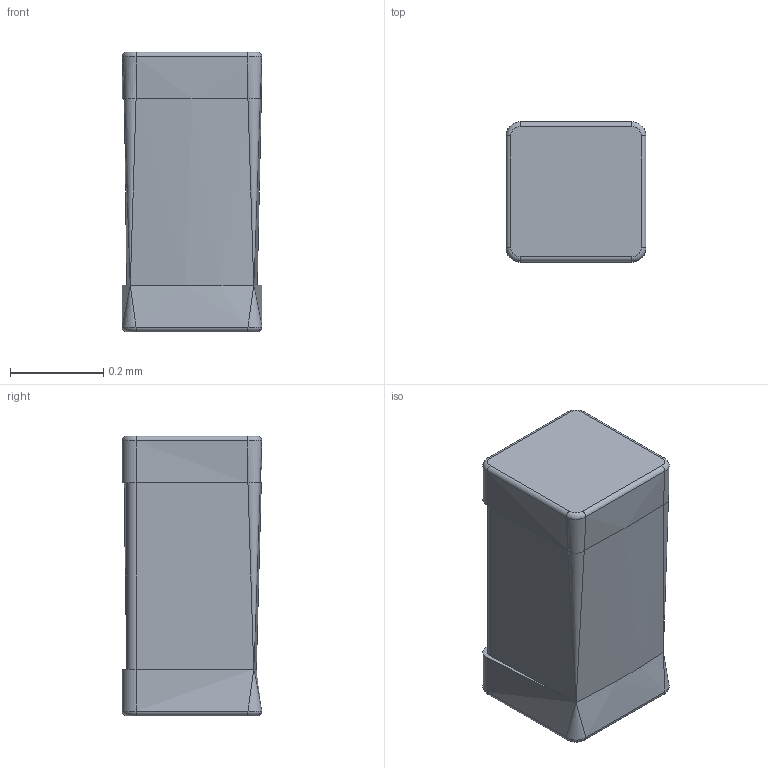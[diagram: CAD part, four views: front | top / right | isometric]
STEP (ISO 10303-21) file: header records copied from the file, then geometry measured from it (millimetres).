
FILE_DESCRIPTION (( 'STEP AP214' ), '1' );
FILE_NAME ('CAP 0201.STEP', '2016-09-11T21:02:05', ( '' ), ( '' ), 'SwSTEP 2.0', 'SolidWorks 2015', '' );
FILE_SCHEMA (( 'AUTOMOTIVE_DESIGN' ));
Length unit declared in the file: millimetre
Products named in the file (1): CAP 0201
Bounding box: 0.3 x 0.3 x 0.6 mm (x, y, z)
Volume: 0 mm3; surface area: 0.8 mm2
Topology: 1 solids, 1 shells, 44 faces, 94 edges, 52 vertices
Faces by surface type: cylinder 20, plane 16, torus 8
Entity records: 1684 total; most frequent: DIRECTION 216, CARTESIAN_POINT 209, ORIENTED_EDGE 188, EDGE_CURVE 94, AXIS2_PLACEMENT_3D 83, VERTEX_POINT 52, LINE 50, VECTOR 50
